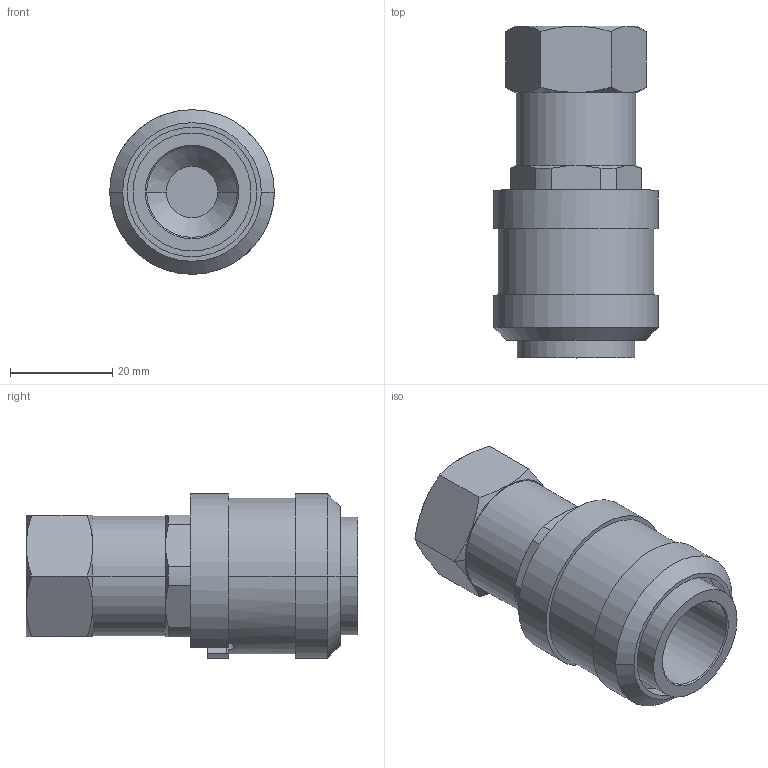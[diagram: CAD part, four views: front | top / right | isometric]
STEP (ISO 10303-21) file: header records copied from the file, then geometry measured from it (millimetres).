
FILE_DESCRIPTION((''),'2;1');
FILE_NAME('ILC30782766','2005-08-25T',('KR'),(''),'PRO/ENGINEER BY PARAMETRIC TECHNOLOGY CORPORATION, 2004290','PRO/ENGINEER BY PARAMETRIC TECHNOLOGY CORPORATION, 2004290','');
FILE_SCHEMA(('AUTOMOTIVE_DESIGN_CC2 { 1 2 10303 214 -1 1 5 2 }'));
Length unit declared in the file: inch
Products named in the file (1): ILC30782766
Bounding box: 32.26 x 65.02 x 32.26 mm (x, y, z)
Volume: 30294.5 mm3; surface area: 10806.5 mm2
Topology: 1 solids, 1 shells, 69 faces, 161 edges, 102 vertices
Faces by surface type: plane 28, cylinder 27, cone 14
Entity records: 2742 total; most frequent: CARTESIAN_POINT 539, DIRECTION 339, ORIENTED_EDGE 322, PRESENTATION_STYLE_ASSIGNMENT 162, STYLED_ITEM 162, CURVE_STYLE 161, EDGE_CURVE 161, AXIS2_PLACEMENT_3D 135
